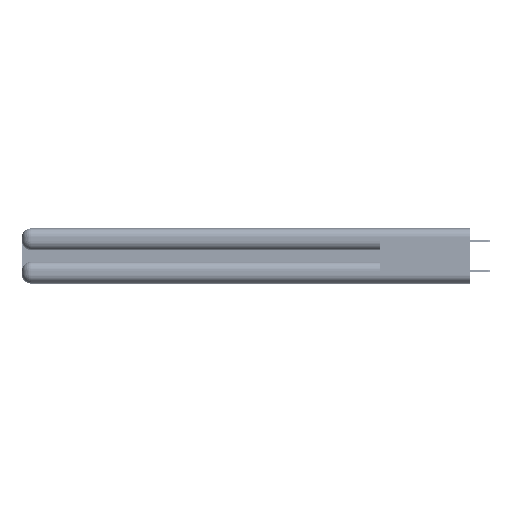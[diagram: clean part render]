
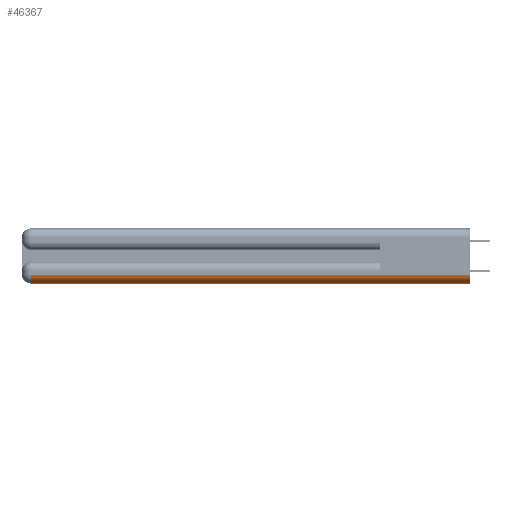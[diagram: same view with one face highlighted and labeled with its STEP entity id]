
A CAD part, left-side view. The second image highlights one B-rep face of the part: STEP entity #46367.
In plain terms, the highlighted cylindrical face has radius 1.524 mm (diameter 3.048 mm), a partial arc.
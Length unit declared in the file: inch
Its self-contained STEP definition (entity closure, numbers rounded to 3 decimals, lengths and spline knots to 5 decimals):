
#1368 = DIRECTION ( 'NONE',  ( 0., -1., 0. ) ) ;
#5650 = VERTEX_POINT ( 'NONE', #6993 ) ;
#6362 = VERTEX_POINT ( 'NONE', #49000 ) ;
#6993 = CARTESIAN_POINT ( 'NONE',  ( 0.06, 0., 0. ) ) ;
#8764 = ORIENTED_EDGE ( 'NONE', *, *, #47257, .F. ) ;
#9083 = LINE ( 'NONE', #26908, #14670 ) ;
#13524 = AXIS2_PLACEMENT_3D ( 'NONE', #28261, #1368, #19233 ) ;
#14670 = VECTOR ( 'NONE', #48255, 39.37008 ) ;
#17978 = CARTESIAN_POINT ( 'NONE',  ( 0., 0., 0.06 ) ) ;
#18090 = CIRCLE ( 'NONE', #25550, 0.06 ) ;
#19233 = DIRECTION ( 'NONE',  ( 0., 0., 1. ) ) ;
#22303 = CARTESIAN_POINT ( 'NONE',  ( 0.06, 2.94, 0. ) ) ;
#23956 = ORIENTED_EDGE ( 'NONE', *, *, #43039, .F. ) ;
#24474 = CARTESIAN_POINT ( 'NONE',  ( 0.06, 0., 0.06 ) ) ;
#24649 = EDGE_CURVE ( 'NONE', #6362, #34816, #29280, .T. ) ;
#24664 = DIRECTION ( 'NONE',  ( 0., 0., 1. ) ) ;
#25550 = AXIS2_PLACEMENT_3D ( 'NONE', #46862, #42478, #24664 ) ;
#26908 = CARTESIAN_POINT ( 'NONE',  ( 0.06, 3., 0. ) ) ;
#28261 = CARTESIAN_POINT ( 'NONE',  ( 0.06, 0., 0.06 ) ) ;
#29280 = LINE ( 'NONE', #55896, #33661 ) ;
#29427 = FACE_OUTER_BOUND ( 'NONE', #49745, .T. ) ;
#33661 = VECTOR ( 'NONE', #42720, 39.37008 ) ;
#33821 = DIRECTION ( 'NONE',  ( 0., 1., 0. ) ) ;
#34114 = DIRECTION ( 'NONE',  ( 0., 0., 1. ) ) ;
#34529 = AXIS2_PLACEMENT_3D ( 'NONE', #24474, #33821, #34114 ) ;
#34816 = VERTEX_POINT ( 'NONE', #17978 ) ;
#40139 = VERTEX_POINT ( 'NONE', #22303 ) ;
#42478 = DIRECTION ( 'NONE',  ( 0., 1., 0. ) ) ;
#42720 = DIRECTION ( 'NONE',  ( 0., -1., 0. ) ) ;
#43039 = EDGE_CURVE ( 'NONE', #5650, #40139, #9083, .T. ) ;
#46367 = ADVANCED_FACE ( 'NONE', ( #29427 ), #56611, .T. ) ;
#46551 = ORIENTED_EDGE ( 'NONE', *, *, #24649, .F. ) ;
#46862 = CARTESIAN_POINT ( 'NONE',  ( 0.06, 2.94, 0.06 ) ) ;
#47257 = EDGE_CURVE ( 'NONE', #40139, #6362, #18090, .T. ) ;
#48255 = DIRECTION ( 'NONE',  ( 0., 1., 0. ) ) ;
#48475 = EDGE_CURVE ( 'NONE', #34816, #5650, #56465, .T. ) ;
#49000 = CARTESIAN_POINT ( 'NONE',  ( 0., 2.94, 0.06 ) ) ;
#49745 = EDGE_LOOP ( 'NONE', ( #54128, #46551, #8764, #23956 ) ) ;
#54128 = ORIENTED_EDGE ( 'NONE', *, *, #48475, .F. ) ;
#55896 = CARTESIAN_POINT ( 'NONE',  ( 0., 0., 0.06 ) ) ;
#56465 = CIRCLE ( 'NONE', #13524, 0.06 ) ;
#56611 = CYLINDRICAL_SURFACE ( 'NONE', #34529, 0.06 ) ;
